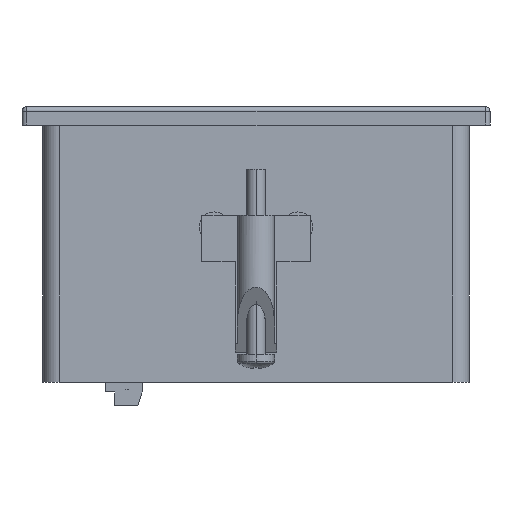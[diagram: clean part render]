
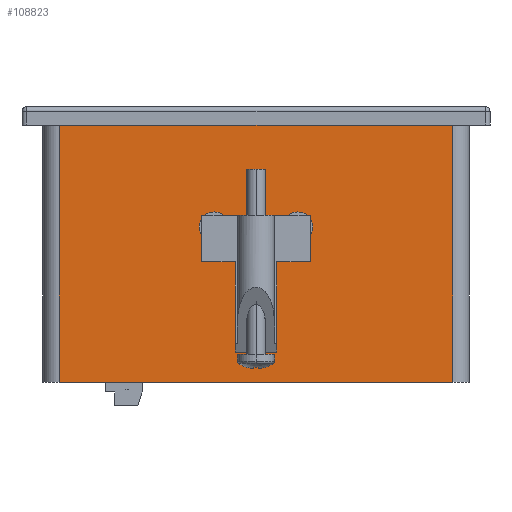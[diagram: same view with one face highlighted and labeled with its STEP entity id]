
A CAD part, left-side view. The second image highlights one B-rep face of the part: STEP entity #108823.
In plain terms, the highlighted planar face has unit normal (-1, 0, 0).
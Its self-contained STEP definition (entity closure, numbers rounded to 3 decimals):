
#414 = EDGE_CURVE ( 'NONE', #87957, #11339, #94104, .T. ) ;
#1072 = CARTESIAN_POINT ( 'NONE',  ( -46., 42.5, -56.5 ) ) ;
#1650 = VERTEX_POINT ( 'NONE', #120588 ) ;
#3671 = FACE_BOUND ( 'NONE', #116555, .T. ) ;
#4416 = EDGE_CURVE ( 'NONE', #109628, #111643, #101769, .T. ) ;
#7413 = EDGE_LOOP ( 'NONE', ( #56011, #36763 ) ) ;
#9733 = DIRECTION ( 'NONE',  ( 0., 1., 0. ) ) ;
#11117 = CARTESIAN_POINT ( 'NONE',  ( -46., 9., -23. ) ) ;
#11339 = VERTEX_POINT ( 'NONE', #1072 ) ;
#12420 = DIRECTION ( 'NONE',  ( 1., 0., 0. ) ) ;
#14740 = EDGE_CURVE ( 'NONE', #87957, #21112, #69551, .T. ) ;
#18162 = ORIENTED_EDGE ( 'NONE', *, *, #144585, .T. ) ;
#21112 = VERTEX_POINT ( 'NONE', #125926 ) ;
#22305 = DIRECTION ( 'NONE',  ( 0., -1., 0. ) ) ;
#22458 = EDGE_CURVE ( 'NONE', #111643, #109628, #71262, .T. ) ;
#23114 = PLANE ( 'NONE',  #63365 ) ;
#25811 = CARTESIAN_POINT ( 'NONE',  ( -46., -12.25, -23. ) ) ;
#27065 = EDGE_LOOP ( 'NONE', ( #112393, #137210, #18162, #131877 ) ) ;
#27201 = DIRECTION ( 'NONE',  ( 0., 0., 1. ) ) ;
#29829 = FACE_OUTER_BOUND ( 'NONE', #27065, .T. ) ;
#30631 = DIRECTION ( 'NONE',  ( 0., 1., 0. ) ) ;
#32565 = DIRECTION ( 'NONE',  ( -1., 0., 0. ) ) ;
#34696 = VECTOR ( 'NONE', #30631, 1000. ) ;
#36763 = ORIENTED_EDGE ( 'NONE', *, *, #4416, .F. ) ;
#37469 = VECTOR ( 'NONE', #54559, 1000. ) ;
#43648 = CARTESIAN_POINT ( 'NONE',  ( -46., -5.75, -23. ) ) ;
#52077 = CARTESIAN_POINT ( 'NONE',  ( -46., -9., -23. ) ) ;
#53381 = EDGE_CURVE ( 'NONE', #1650, #11339, #67073, .T. ) ;
#54559 = DIRECTION ( 'NONE',  ( 0., 0., -1. ) ) ;
#56011 = ORIENTED_EDGE ( 'NONE', *, *, #22458, .F. ) ;
#56818 = DIRECTION ( 'NONE',  ( -1., 0., 0. ) ) ;
#60523 = EDGE_CURVE ( 'NONE', #126351, #117782, #84454, .T. ) ;
#63317 = DIRECTION ( 'NONE',  ( 0., -1., 0. ) ) ;
#63365 = AXIS2_PLACEMENT_3D ( 'NONE', #67988, #12420, #90532 ) ;
#67073 = LINE ( 'NONE', #99564, #37469 ) ;
#67988 = CARTESIAN_POINT ( 'NONE',  ( -46., 46., -56.5 ) ) ;
#69551 = LINE ( 'NONE', #94552, #99320 ) ;
#71262 = CIRCLE ( 'NONE', #109672, 3.25 ) ;
#73133 = CARTESIAN_POINT ( 'NONE',  ( -46., -42.5, -56.5 ) ) ;
#76565 = CARTESIAN_POINT ( 'NONE',  ( -46., 46., 0. ) ) ;
#82194 = LINE ( 'NONE', #76565, #141630 ) ;
#83889 = AXIS2_PLACEMENT_3D ( 'NONE', #99451, #32565, #110640 ) ;
#84454 = CIRCLE ( 'NONE', #138005, 3.25 ) ;
#87957 = VERTEX_POINT ( 'NONE', #73133 ) ;
#89213 = DIRECTION ( 'NONE',  ( -1., 0., 0. ) ) ;
#89234 = FACE_BOUND ( 'NONE', #7413, .T. ) ;
#90532 = DIRECTION ( 'NONE',  ( 0., 1., 0. ) ) ;
#91518 = CARTESIAN_POINT ( 'NONE',  ( -46., 12.25, -23. ) ) ;
#94104 = LINE ( 'NONE', #97025, #34696 ) ;
#94552 = CARTESIAN_POINT ( 'NONE',  ( -46., -42.5, -56.5 ) ) ;
#97025 = CARTESIAN_POINT ( 'NONE',  ( -46., 46., -56.5 ) ) ;
#99320 = VECTOR ( 'NONE', #27201, 1000. ) ;
#99451 = CARTESIAN_POINT ( 'NONE',  ( -46., -9., -23. ) ) ;
#99564 = CARTESIAN_POINT ( 'NONE',  ( -46., 42.5, -56.5 ) ) ;
#101769 = CIRCLE ( 'NONE', #110489, 3.25 ) ;
#102425 = ORIENTED_EDGE ( 'NONE', *, *, #60523, .F. ) ;
#108823 = ADVANCED_FACE ( 'NONE', ( #89234, #3671, #29829 ), #23114, .F. ) ;
#109628 = VERTEX_POINT ( 'NONE', #91518 ) ;
#109672 = AXIS2_PLACEMENT_3D ( 'NONE', #123755, #56818, #134983 ) ;
#110489 = AXIS2_PLACEMENT_3D ( 'NONE', #11117, #89213, #22305 ) ;
#110640 = DIRECTION ( 'NONE',  ( 0., -1., 0. ) ) ;
#111643 = VERTEX_POINT ( 'NONE', #139715 ) ;
#112393 = ORIENTED_EDGE ( 'NONE', *, *, #414, .F. ) ;
#114190 = EDGE_CURVE ( 'NONE', #117782, #126351, #126043, .T. ) ;
#116555 = EDGE_LOOP ( 'NONE', ( #139609, #102425 ) ) ;
#117782 = VERTEX_POINT ( 'NONE', #25811 ) ;
#120588 = CARTESIAN_POINT ( 'NONE',  ( -46., 42.5, 0. ) ) ;
#123755 = CARTESIAN_POINT ( 'NONE',  ( -46., 9., -23. ) ) ;
#125926 = CARTESIAN_POINT ( 'NONE',  ( -46., -42.5, 0. ) ) ;
#126043 = CIRCLE ( 'NONE', #83889, 3.25 ) ;
#126351 = VERTEX_POINT ( 'NONE', #43648 ) ;
#130286 = DIRECTION ( 'NONE',  ( -1., 0., 0. ) ) ;
#131877 = ORIENTED_EDGE ( 'NONE', *, *, #53381, .T. ) ;
#134983 = DIRECTION ( 'NONE',  ( 0., -1., 0. ) ) ;
#137210 = ORIENTED_EDGE ( 'NONE', *, *, #14740, .T. ) ;
#138005 = AXIS2_PLACEMENT_3D ( 'NONE', #52077, #130286, #63317 ) ;
#139609 = ORIENTED_EDGE ( 'NONE', *, *, #114190, .F. ) ;
#139715 = CARTESIAN_POINT ( 'NONE',  ( -46., 5.75, -23. ) ) ;
#141630 = VECTOR ( 'NONE', #9733, 1000. ) ;
#144585 = EDGE_CURVE ( 'NONE', #21112, #1650, #82194, .T. ) ;
